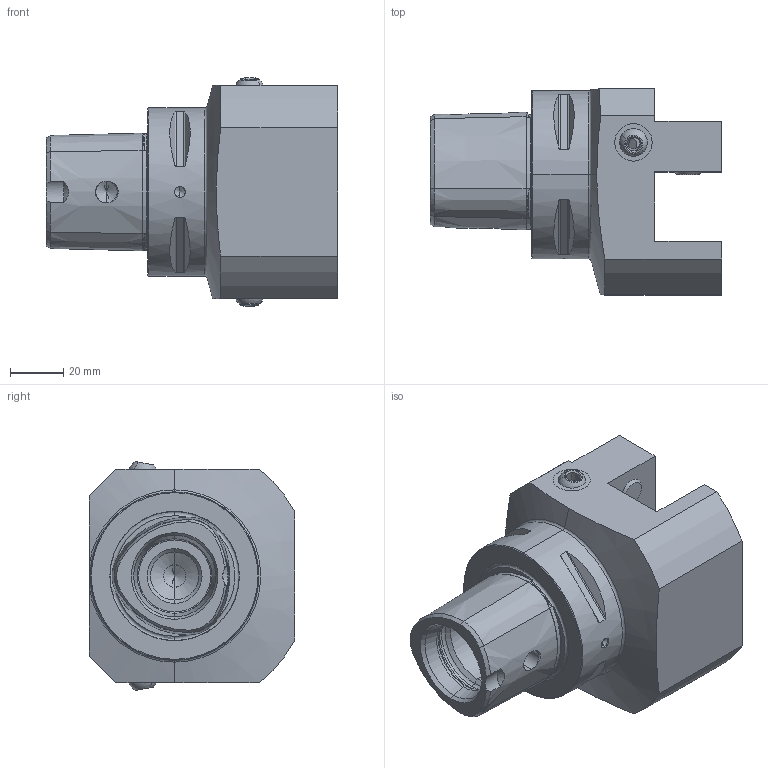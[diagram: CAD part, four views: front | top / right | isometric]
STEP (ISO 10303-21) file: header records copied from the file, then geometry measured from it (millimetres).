
FILE_DESCRIPTION (( 'STEP AP214' ), '1' );
FILE_NAME ('PS6.V25.N11.071.STEP', '2020-09-11T08:13:33', ( '' ), ( '' ), 'SwSTEP 2.0', 'SolidWorks 2017', '' );
FILE_SCHEMA (( 'AUTOMOTIVE_DESIGN' ));
Length unit declared in the file: millimetre
Products named in the file (6): KU1-U14.001.012_1; ISO 4026 - M12 x 20; PS6-V25.N11.071_A; KU1-U14.001.012; PS6.V25.N11.071; KU1-U14.001.012_2
Assembly tree (8 placements, depth 3):
  PS6.V25.N11.071
    PS6-V25.N11.071_A
    KU1-U14.001.012  x2
      KU1-U14.001.012_1
      KU1-U14.001.012_2
    ISO 4026 - M12 x 20  x3
Bounding box: 109 x 77 x 85.62 mm (x, y, z)
Volume: 302547.5 mm3; surface area: 50468.9 mm2
Topology: 8 solids, 8 shells, 235 faces, 576 edges, 351 vertices
Faces by surface type: cone 68, plane 66, cylinder 61, torus 31, sphere 8, bspline 1
Entity records: 6465 total; most frequent: CARTESIAN_POINT 1781, DIRECTION 946, ORIENTED_EDGE 896, EDGE_CURVE 448, AXIS2_PLACEMENT_3D 390, VERTEX_POINT 275, EDGE_LOOP 211, CIRCLE 191
